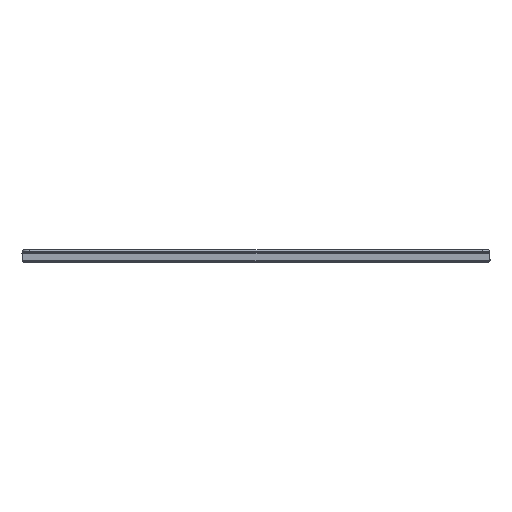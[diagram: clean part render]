
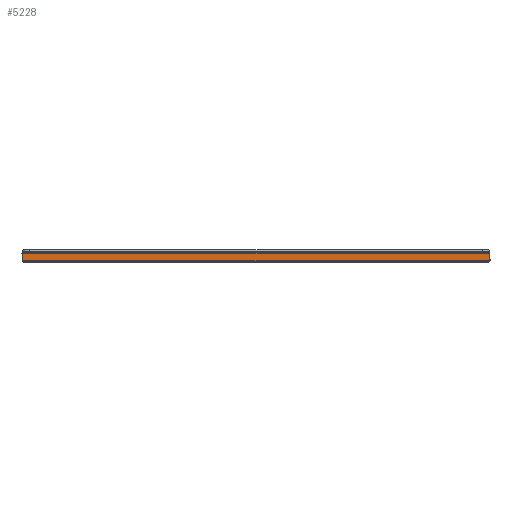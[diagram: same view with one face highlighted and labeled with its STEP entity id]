
A CAD part, left-side view. The second image highlights one B-rep face of the part: STEP entity #5228.
In plain terms, the highlighted planar face has unit normal (-1, 0, 0).
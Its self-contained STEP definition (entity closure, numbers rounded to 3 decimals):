
#44 = ORIENTED_EDGE ( 'NONE', *, *, #3648, .F. ) ;
#76 = DIRECTION ( 'NONE',  ( 0., 0., 1. ) ) ;
#173 = VERTEX_POINT ( 'NONE', #4437 ) ;
#210 = EDGE_LOOP ( 'NONE', ( #3889, #2259, #44, #3727 ) ) ;
#300 = CARTESIAN_POINT ( 'NONE',  ( 0., 1.707, 14.5 ) ) ;
#486 = VECTOR ( 'NONE', #2264, 1000. ) ;
#670 = VERTEX_POINT ( 'NONE', #2120 ) ;
#760 = DIRECTION ( 'NONE',  ( 0., 1., 0. ) ) ;
#1014 = DIRECTION ( 'NONE',  ( 0., 0., -1. ) ) ;
#1098 = PLANE ( 'NONE',  #4619 ) ;
#1444 = VERTEX_POINT ( 'NONE', #3752 ) ;
#1560 = DIRECTION ( 'NONE',  ( 0., 1., 0. ) ) ;
#1895 = CARTESIAN_POINT ( 'NONE',  ( 0., 1.141, 1. ) ) ;
#2120 = CARTESIAN_POINT ( 'NONE',  ( 0., 797.859, 14.5 ) ) ;
#2259 = ORIENTED_EDGE ( 'NONE', *, *, #3943, .F. ) ;
#2264 = DIRECTION ( 'NONE',  ( 0., 0., 1. ) ) ;
#2654 = FACE_OUTER_BOUND ( 'NONE', #210, .T. ) ;
#2708 = CARTESIAN_POINT ( 'NONE',  ( 0., 0., 0. ) ) ;
#2736 = DIRECTION ( 'NONE',  ( 1., 0., 0. ) ) ;
#3024 = VERTEX_POINT ( 'NONE', #3084 ) ;
#3084 = CARTESIAN_POINT ( 'NONE',  ( 0., 797.859, 1. ) ) ;
#3150 = LINE ( 'NONE', #4880, #4984 ) ;
#3246 = VECTOR ( 'NONE', #76, 1000. ) ;
#3330 = VECTOR ( 'NONE', #1560, 1000. ) ;
#3358 = LINE ( 'NONE', #3763, #3246 ) ;
#3648 = EDGE_CURVE ( 'NONE', #1444, #3024, #3150, .T. ) ;
#3727 = ORIENTED_EDGE ( 'NONE', *, *, #5240, .T. ) ;
#3752 = CARTESIAN_POINT ( 'NONE',  ( 0., 1.141, 1. ) ) ;
#3763 = CARTESIAN_POINT ( 'NONE',  ( 0., 797.859, 1. ) ) ;
#3889 = ORIENTED_EDGE ( 'NONE', *, *, #4597, .T. ) ;
#3943 = EDGE_CURVE ( 'NONE', #3024, #670, #3358, .T. ) ;
#3954 = LINE ( 'NONE', #1895, #486 ) ;
#3990 = LINE ( 'NONE', #300, #3330 ) ;
#4437 = CARTESIAN_POINT ( 'NONE',  ( 0., 1.141, 14.5 ) ) ;
#4597 = EDGE_CURVE ( 'NONE', #173, #670, #3990, .T. ) ;
#4619 = AXIS2_PLACEMENT_3D ( 'NONE', #2708, #2736, #1014 ) ;
#4880 = CARTESIAN_POINT ( 'NONE',  ( 0., 799., 1. ) ) ;
#4984 = VECTOR ( 'NONE', #760, 1000. ) ;
#5228 = ADVANCED_FACE ( 'NONE', ( #2654 ), #1098, .F. ) ;
#5240 = EDGE_CURVE ( 'NONE', #1444, #173, #3954, .T. ) ;
